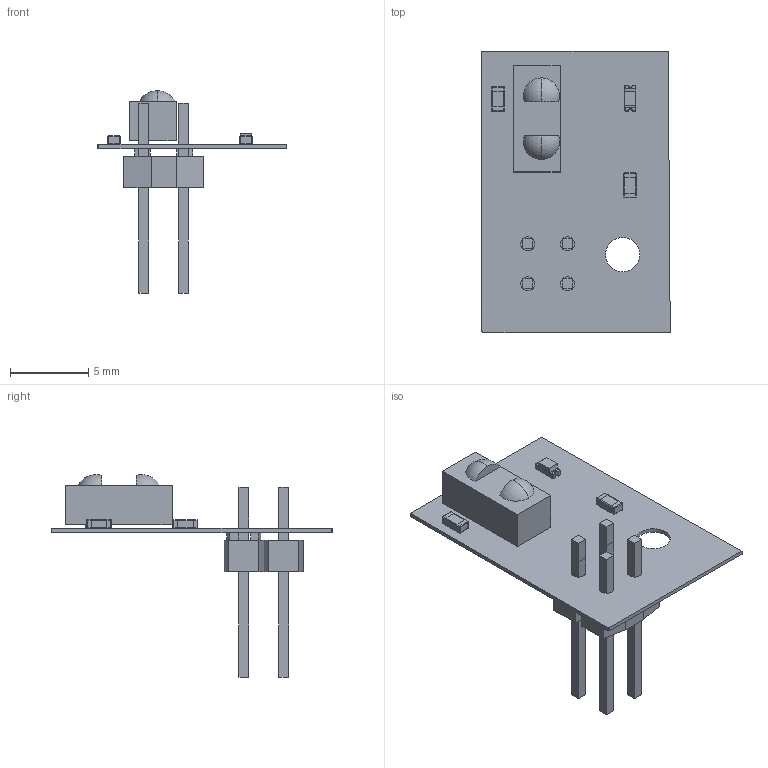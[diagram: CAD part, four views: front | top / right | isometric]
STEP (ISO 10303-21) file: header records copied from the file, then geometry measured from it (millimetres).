
FILE_DESCRIPTION(('Open CASCADE Model'),'2;1');
FILE_NAME('Open CASCADE Shape Model','2013-11-09T20:48:08',('Author'),( 'Open CASCADE'),'Open CASCADE STEP processor 6.2','Open CASCADE 6.2' ,'Unknown');
FILE_SCHEMA(('AUTOMOTIVE_DESIGN { 1 0 10303 214 1 1 1 1 }'));
Length unit declared in the file: millimetre
Products named in the file (11): PCB; Board; P1; Part1; U1; IR_Receiver_TSOP_772; D1; LED_BLUE_0603; R1; CAPC1608X55N_EIA_0603; C9
Assembly tree (11 placements, depth 3):
  PCB
    Board
    P1
      Part1
    U1
      IR_Receiver_TSOP_772
    D1
      LED_BLUE_0603
    R1
      CAPC1608X55N_EIA_0603
    C9
      CAPC1608X55N_EIA_0603
Bounding box: 12.04 x 17.96 x 12.95 mm (x, y, z)
Volume: 174.9 mm3; surface area: 755.7 mm2
Topology: 10 solids, 10 shells, 239 faces, 557 edges, 334 vertices
Faces by surface type: plane 168, cylinder 51, sphere 20
Full cylindrical faces by diameter (mm): 0.9 x4, 2.2 x1
Entity records: 13098 total; most frequent: CARTESIAN_POINT 2917, DIRECTION 1703, LINE 1149, VECTOR 1149, ORIENTED_EDGE 922, PCURVE 922, DEFINITIONAL_REPRESENTATION 922, EDGE_CURVE 461
